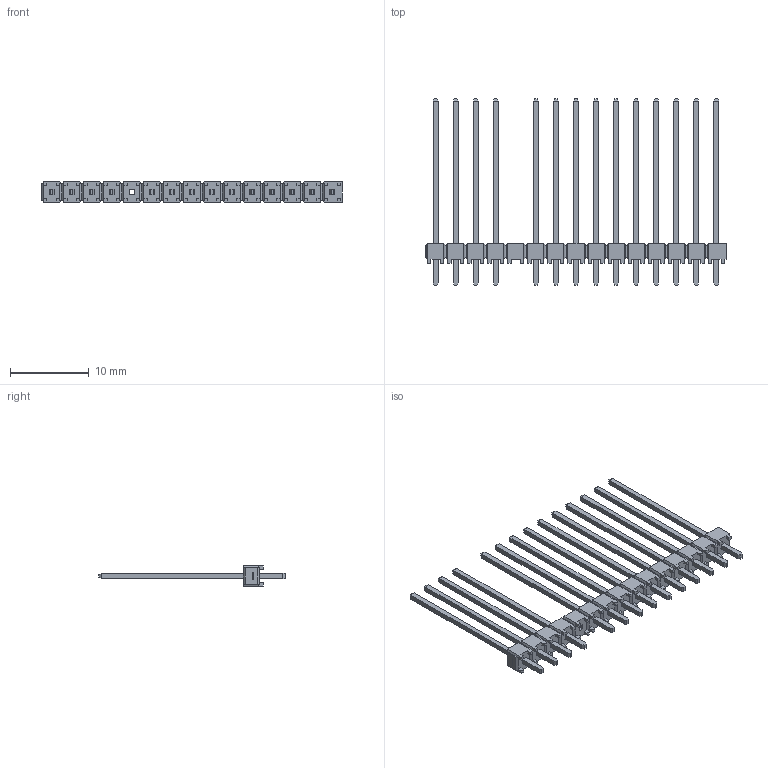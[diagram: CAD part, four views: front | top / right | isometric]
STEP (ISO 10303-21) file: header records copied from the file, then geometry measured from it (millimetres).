
FILE_DESCRIPTION(/* description */ (''),/* implementation_level */ '2;1');
FILE_NAME(/* name */ 'TSW-116-18-G-S v3.step',/* time_stamp */ '2020-06-15T15:24:48-04:00',/* author */ (''),/* organization */ (''),/* preprocessor_version */ 'ST-DEVELOPER v18.1',/* originating_system */ 'Autodesk Translation Framework v9.3.0.1241',/* authorisation */ '');
FILE_SCHEMA (('AUTOMOTIVE_DESIGN { 1 0 10303 214 3 1 1 }'));
Length unit declared in the file: inch
Products named in the file (3): TSW-116-18-G-S; _TSW-116-18-G-S_body; _T-1S6-11-TSW-1-18-16-S
Assembly tree (2 placements, depth 2):
  TSW-116-18-G-S
    _TSW-116-18-G-S_body
    _T-1S6-11-TSW-1-18-16-S
Bounding box: 38.1 x 23.62 x 2.54 mm (x, y, z)
Volume: 315.9 mm3; surface area: 1396.6 mm2
Topology: 2 solids, 2 shells, 742 faces, 1900 edges, 1190 vertices
Faces by surface type: plane 742
Entity records: 22585 total; most frequent: CARTESIAN_POINT 3837, ORIENTED_EDGE 3800, DIRECTION 3394, LINE 1900, VECTOR 1900, EDGE_CURVE 1900, VERTEX_POINT 1190, EDGE_LOOP 802
